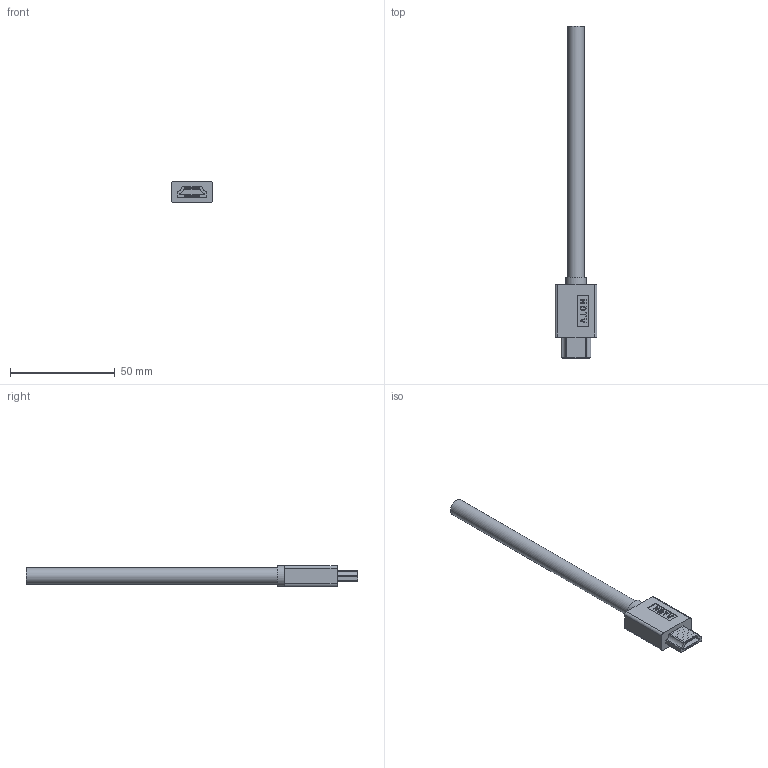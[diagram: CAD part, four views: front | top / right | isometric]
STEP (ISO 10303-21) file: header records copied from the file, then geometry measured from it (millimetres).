
FILE_DESCRIPTION(('FreeCAD Model'),'2;1');
FILE_NAME('Open CASCADE Shape Model','2023-05-19T13:23:36',(''),(''), 'Open CASCADE STEP processor 7.6','FreeCAD','Unknown');
FILE_SCHEMA(('AUTOMOTIVE_DESIGN { 1 0 10303 214 1 1 1 1 }'));
Length unit declared in the file: millimetre
Products named in the file (1): Fusion
Bounding box: 20 x 158.5 x 10 mm (x, y, z)
Volume: 11577.2 mm3; surface area: 5871.6 mm2
Topology: 1 solids, 1 shells, 132 faces, 310 edges, 206 vertices
Faces by surface type: plane 79, cylinder 38, extrusion 15
Full cylindrical faces by diameter (mm): 0.5 x16, 8 x1, 10 x1
Entity records: 8389 total; most frequent: CARTESIAN_POINT 2040, DIRECTION 1060, VECTOR 648, LINE 633, ORIENTED_EDGE 620, PCURVE 620, DEFINITIONAL_REPRESENTATION 620, EDGE_CURVE 310
